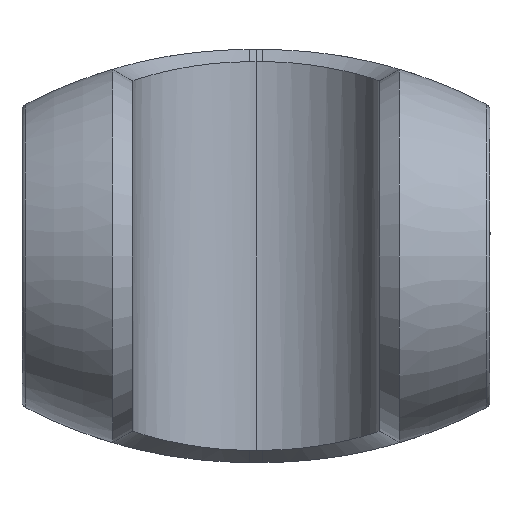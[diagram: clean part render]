
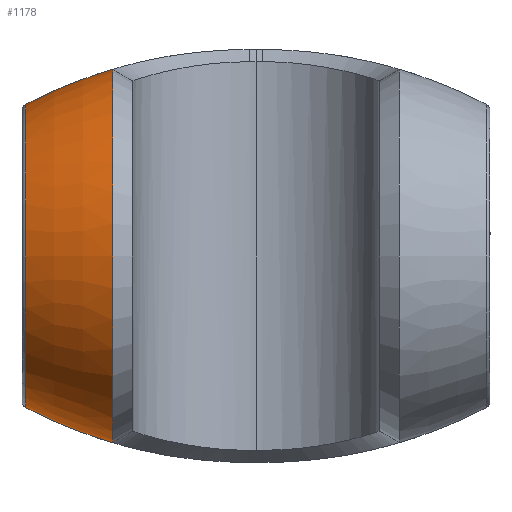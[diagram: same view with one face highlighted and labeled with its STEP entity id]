
A CAD part, left-side view. The second image highlights one B-rep face of the part: STEP entity #1178.
In plain terms, the highlighted toroidal (fillet/blend) face has major radius 12 mm and minor radius 21 mm.
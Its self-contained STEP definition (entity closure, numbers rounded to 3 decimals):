
#19 = VERTEX_POINT ( 'NONE', #4205 ) ;
#371 = CARTESIAN_POINT ( 'NONE',  ( -129.359, -5.749, 86.082 ) ) ;
#567 = DIRECTION ( 'NONE',  ( 0., 1., 0. ) ) ;
#776 = EDGE_CURVE ( 'NONE', #19, #4296, #3979, .T. ) ;
#888 = AXIS2_PLACEMENT_3D ( 'NONE', #4393, #567, #2271 ) ;
#1178 = ADVANCED_FACE ( 'NONE', ( #1731 ), #2834, .T. ) ;
#1222 = ORIENTED_EDGE ( 'NONE', *, *, #3971, .F. ) ;
#1314 = DIRECTION ( 'NONE',  ( 0., 0., 1. ) ) ;
#1562 = DIRECTION ( 'NONE',  ( 0., -1., 0. ) ) ;
#1731 = FACE_OUTER_BOUND ( 'NONE', #1977, .T. ) ;
#1782 = ORIENTED_EDGE ( 'NONE', *, *, #4085, .T. ) ;
#1809 = ORIENTED_EDGE ( 'NONE', *, *, #776, .T. ) ;
#1977 = EDGE_LOOP ( 'NONE', ( #3601, #1782, #1222, #1809 ) ) ;
#2271 = DIRECTION ( 'NONE',  ( 0., 0., -1. ) ) ;
#2334 = DIRECTION ( 'NONE',  ( 1., 0., 0. ) ) ;
#2389 = AXIS2_PLACEMENT_3D ( 'NONE', #2769, #1562, #2738 ) ;
#2738 = DIRECTION ( 'NONE',  ( 0., 0., -1. ) ) ;
#2769 = CARTESIAN_POINT ( 'NONE',  ( -129.359, -1.961, 77.942 ) ) ;
#2834 = TOROIDAL_SURFACE ( 'NONE', #2924, -12., 21. ) ;
#2846 = DIRECTION ( 'NONE',  ( 1., 0., 0. ) ) ;
#2924 = AXIS2_PLACEMENT_3D ( 'NONE', #4815, #5156, #1314 ) ;
#2958 = EDGE_CURVE ( 'NONE', #3449, #4296, #3735, .T. ) ;
#3086 = CARTESIAN_POINT ( 'NONE',  ( -129.359, -11.698, 65.942 ) ) ;
#3216 = CARTESIAN_POINT ( 'NONE',  ( -129.359, -5.749, 69.803 ) ) ;
#3449 = VERTEX_POINT ( 'NONE', #3216 ) ;
#3466 = AXIS2_PLACEMENT_3D ( 'NONE', #4067, #2846, #4547 ) ;
#3551 = CIRCLE ( 'NONE', #888, 8.14 ) ;
#3601 = ORIENTED_EDGE ( 'NONE', *, *, #2958, .F. ) ;
#3618 = DIRECTION ( 'NONE',  ( 0., 0., -1. ) ) ;
#3735 = CIRCLE ( 'NONE', #3466, 21. ) ;
#3971 = EDGE_CURVE ( 'NONE', #19, #4315, #4543, .T. ) ;
#3979 = CIRCLE ( 'NONE', #2389, 6.606 ) ;
#4067 = CARTESIAN_POINT ( 'NONE',  ( -129.359, -11.698, 89.942 ) ) ;
#4085 = EDGE_CURVE ( 'NONE', #3449, #4315, #3551, .T. ) ;
#4205 = CARTESIAN_POINT ( 'NONE',  ( -129.359, -1.961, 84.548 ) ) ;
#4296 = VERTEX_POINT ( 'NONE', #4417 ) ;
#4315 = VERTEX_POINT ( 'NONE', #371 ) ;
#4355 = AXIS2_PLACEMENT_3D ( 'NONE', #3086, #2334, #3618 ) ;
#4393 = CARTESIAN_POINT ( 'NONE',  ( -129.359, -5.749, 77.942 ) ) ;
#4417 = CARTESIAN_POINT ( 'NONE',  ( -129.359, -1.961, 71.336 ) ) ;
#4543 = CIRCLE ( 'NONE', #4355, 21. ) ;
#4547 = DIRECTION ( 'NONE',  ( 0., 0., -1. ) ) ;
#4815 = CARTESIAN_POINT ( 'NONE',  ( -129.359, -11.698, 77.942 ) ) ;
#5156 = DIRECTION ( 'NONE',  ( 0., 1., 0. ) ) ;
